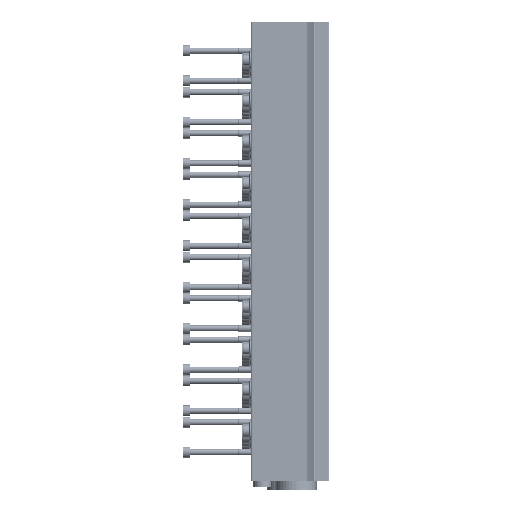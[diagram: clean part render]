
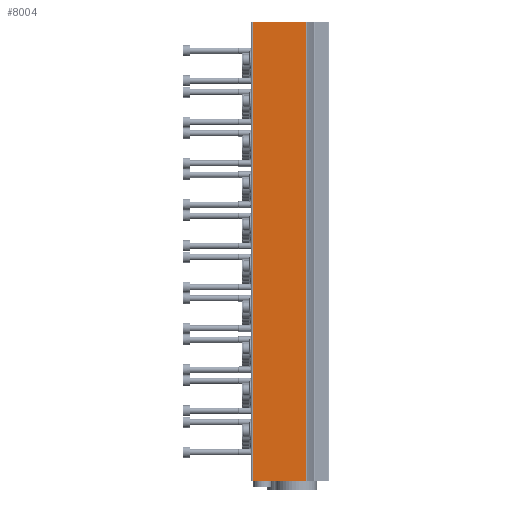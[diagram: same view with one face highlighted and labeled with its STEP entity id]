
A CAD part, left-side view. The second image highlights one B-rep face of the part: STEP entity #8004.
In plain terms, the highlighted planar face has unit normal (-1, 0, 0).
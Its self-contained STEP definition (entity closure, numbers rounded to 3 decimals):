
#377=PLANE('',#8610);
#1240=ORIENTED_EDGE('',*,*,#3278,.F.);
#1241=ORIENTED_EDGE('',*,*,#3277,.F.);
#1242=ORIENTED_EDGE('',*,*,#3279,.T.);
#1243=ORIENTED_EDGE('',*,*,#3280,.T.);
#3277=EDGE_CURVE('',#4296,#4294,#5025,.T.);
#3278=EDGE_CURVE('',#4294,#4297,#5026,.T.);
#3279=EDGE_CURVE('',#4296,#4298,#5027,.T.);
#3280=EDGE_CURVE('',#4298,#4297,#5028,.T.);
#4294=VERTEX_POINT('',#13055);
#4296=VERTEX_POINT('',#13059);
#4297=VERTEX_POINT('',#13063);
#4298=VERTEX_POINT('',#13065);
#5025=LINE('',#13060,#5525);
#5026=LINE('',#13062,#5526);
#5027=LINE('',#13064,#5527);
#5028=LINE('',#13066,#5528);
#5525=VECTOR('',#9695,1000.);
#5526=VECTOR('',#9698,1000.);
#5527=VECTOR('',#9699,1000.);
#5528=VECTOR('',#9700,1000.);
#6045=EDGE_LOOP('',(#1240,#1241,#1242,#1243));
#6949=FACE_BOUND('',#6045,.T.);
#8004=ADVANCED_FACE('',(#6949),#377,.T.);
#8610=AXIS2_PLACEMENT_3D('',#13061,#9696,#9697);
#9695=DIRECTION('',(0.,0.,1.));
#9696=DIRECTION('',(-1.,0.,0.));
#9697=DIRECTION('',(0.,0.,1.));
#9698=DIRECTION('',(0.,-1.,0.));
#9699=DIRECTION('',(0.,-1.,0.));
#9700=DIRECTION('',(0.,0.,1.));
#13055=CARTESIAN_POINT('',(-72.,59.5,0.));
#13059=CARTESIAN_POINT('',(-72.,59.5,-356.));
#13060=CARTESIAN_POINT('',(-72.,59.5,-356.));
#13061=CARTESIAN_POINT('',(-72.,59.5,-356.));
#13062=CARTESIAN_POINT('',(-72.,59.5,0.));
#13063=CARTESIAN_POINT('',(-72.,18.514,0.));
#13064=CARTESIAN_POINT('',(-72.,59.5,-356.));
#13065=CARTESIAN_POINT('',(-72.,18.514,-356.));
#13066=CARTESIAN_POINT('',(-72.,18.514,-356.));
